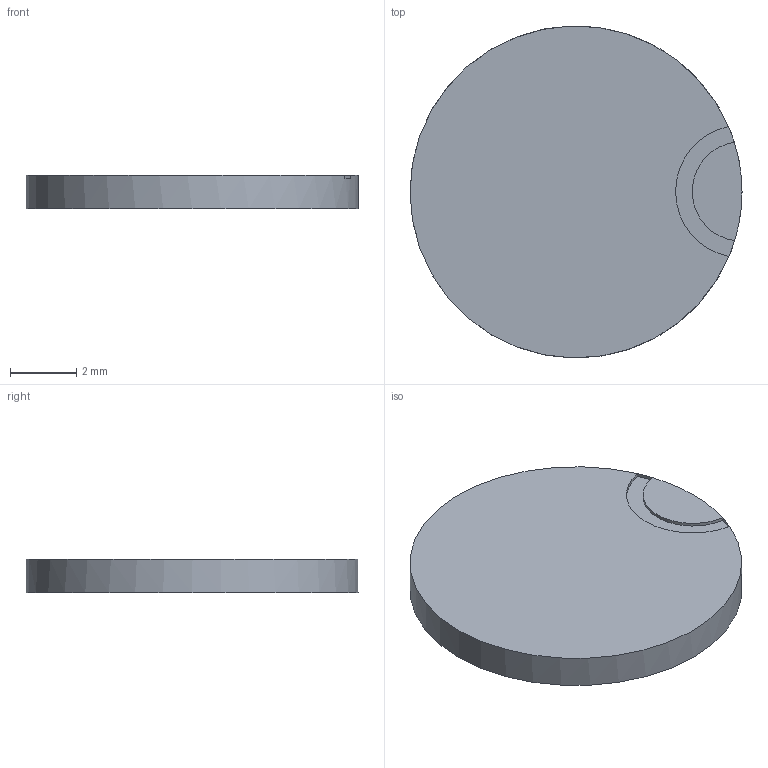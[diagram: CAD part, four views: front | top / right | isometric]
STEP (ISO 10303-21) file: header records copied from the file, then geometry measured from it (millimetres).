
FILE_DESCRIPTION(('FreeCAD Model'),'2;1');
FILE_NAME('Open CASCADE Shape Model','2025-01-16T18:11:36',(''),(''), 'Open CASCADE STEP processor 7.8','FreeCAD','Unknown');
FILE_SCHEMA(('AUTOMOTIVE_DESIGN { 1 0 10303 214 1 1 1 1 }'));
Length unit declared in the file: millimetre
Products named in the file (1): Body
Bounding box: 10 x 10 x 1 mm (x, y, z)
Volume: 78.3 mm3; surface area: 189.6 mm2
Topology: 1 solids, 1 shells, 11 faces, 19 edges, 10 vertices
Faces by surface type: plane 8, cylinder 3
Full cylindrical faces by diameter (mm): 10 x1
Entity records: 528 total; most frequent: DIRECTION 91, CARTESIAN_POINT 79, ORIENTED_EDGE 38, PCURVE 38, DEFINITIONAL_REPRESENTATION 38, LINE 37, VECTOR 37, AXIS2_PLACEMENT_3D 22
